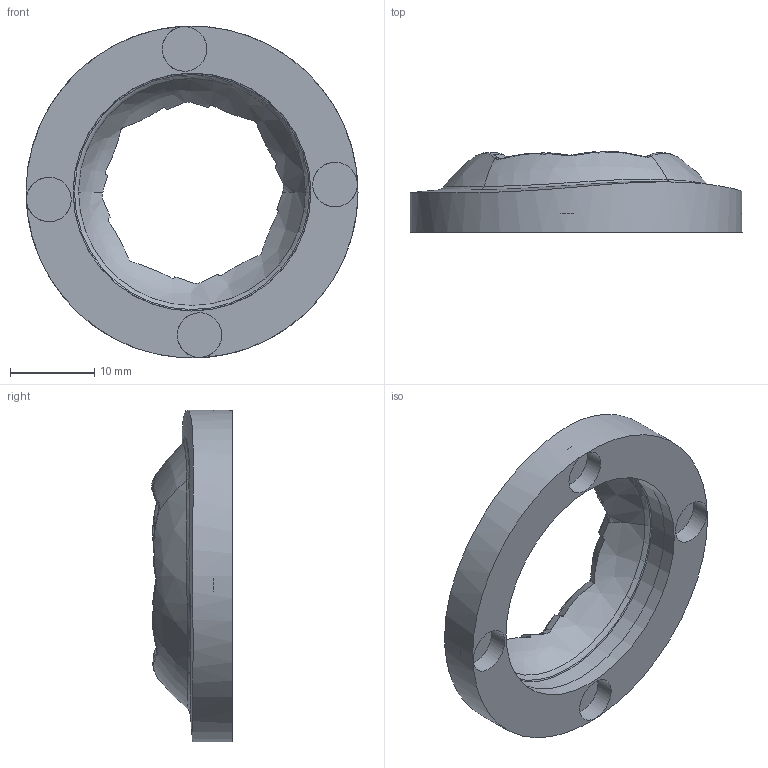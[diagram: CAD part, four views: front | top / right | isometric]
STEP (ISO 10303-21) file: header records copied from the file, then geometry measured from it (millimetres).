
FILE_DESCRIPTION(/* description */ (''),/* implementation_level */ '2;1');
FILE_NAME(/* name */ 'notched gate.step',/* time_stamp */ '2023-12-27T21:19:43-05:00',/* author */ (''),/* organization */ (''),/* preprocessor_version */ 'ST-DEVELOPER v20',/* originating_system */ 'Autodesk Translation Framework v12.14.0.127',/* authorisation */ '');
FILE_SCHEMA (('AUTOMOTIVE_DESIGN { 1 0 10303 214 3 1 1 }'));
Length unit declared in the file: millimetre
Products named in the file (2): Tadpole Case V3; tall gate
Assembly tree (1 placements, depth 2):
  Tadpole Case V3
    tall gate
Bounding box: 39.4 x 9.61 x 39.39 mm (x, y, z)
Volume: 3779.6 mm3; surface area: 3185.2 mm2
Topology: 1 solids, 1 shells, 119 faces, 310 edges, 196 vertices
Faces by surface type: bspline 91, plane 13, cylinder 12, cone 2, torus 1
Full cylindrical faces by diameter (mm): 5.3 x4, 28.243 x1, 39.4 x1
Entity records: 16557 total; most frequent: CARTESIAN_POINT 14126, ORIENTED_EDGE 620, DIRECTION 319, EDGE_CURVE 310, VERTEX_POINT 196, B_SPLINE_CURVE_WITH_KNOTS 167, AXIS2_PLACEMENT_3D 144, EDGE_LOOP 124
